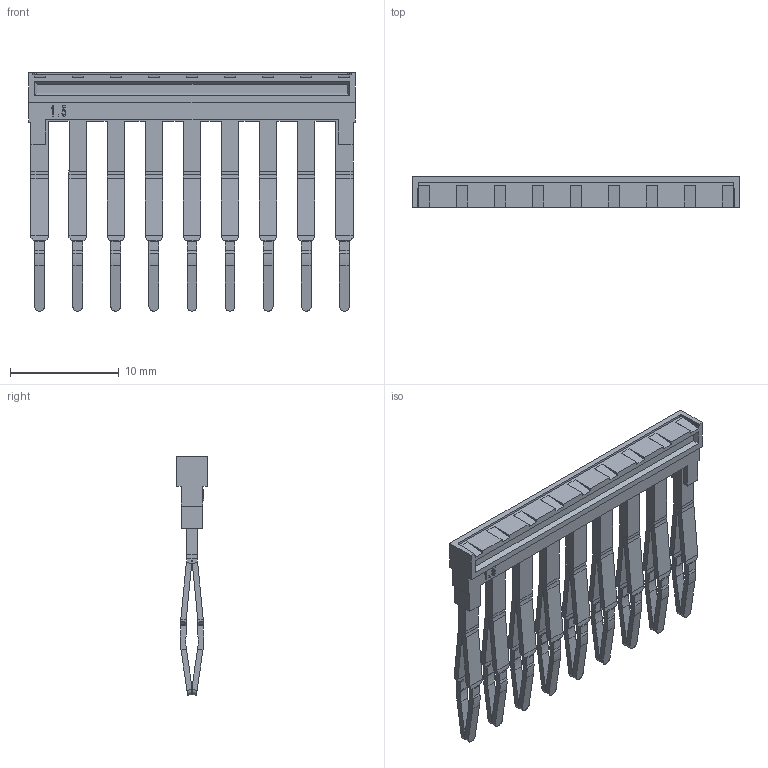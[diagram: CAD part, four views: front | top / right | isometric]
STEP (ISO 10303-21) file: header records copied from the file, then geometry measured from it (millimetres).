
FILE_DESCRIPTION(('CATIA V5R20 STEP214','CAx-IF Rec.Pracs.--- Model Styling and Organization---1.2---2011-12-15'),'2;1');
FILE_NAME ('8496647_2', '2015-12-02T15:34:04+00:00', ('Weidmueller Interface'), ('Weidmueller'), 'CATIA Version 5-6 Release 2014 SP4', 'CATIA V5 STEP AP214', 'none');
FILE_SCHEMA(('AUTOMOTIVE_DESIGN { 1 0 10303 214 1 1 1 1 }'));
Length unit declared in the file: millimetre
Products named in the file (1): 1985660000_ZQV_1-5N_9_BL
Bounding box: 30 x 2.8 x 21.9 mm (x, y, z)
Volume: 502.2 mm3; surface area: 1569.5 mm2
Topology: 2 solids, 2 shells, 805 faces, 2078 edges, 1282 vertices
Faces by surface type: plane 623, cylinder 146, bspline 36
Entity records: 22108 total; most frequent: CARTESIAN_POINT 4800, ORIENTED_EDGE 4156, DIRECTION 2604, EDGE_CURVE 2078, VECTOR 1530, LINE 1530, VERTEX_POINT 1282, EDGE_LOOP 810
